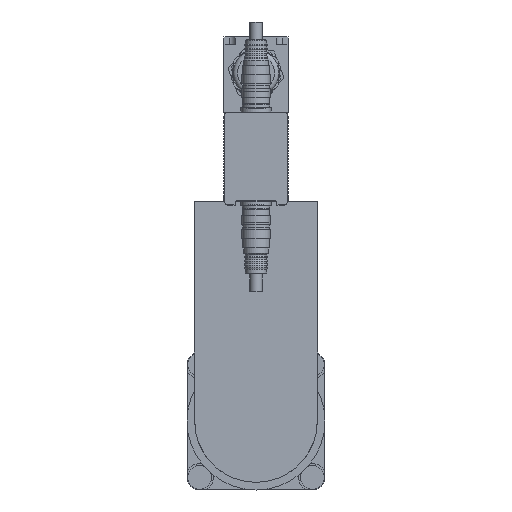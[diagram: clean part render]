
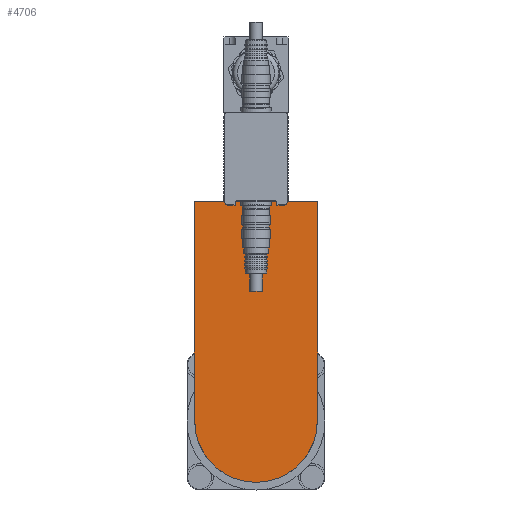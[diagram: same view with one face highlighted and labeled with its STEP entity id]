
A CAD part, left-side view. The second image highlights one B-rep face of the part: STEP entity #4706.
In plain terms, the highlighted face is planar.
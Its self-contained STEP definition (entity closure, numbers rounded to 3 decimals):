
#4501=CARTESIAN_POINT('',(-40.25,-28.25,49.));
#4502=VERTEX_POINT('',#4501);
#4503=CARTESIAN_POINT('',(-40.25,-171.25,49.));
#4504=VERTEX_POINT('',#4503);
#4505=CARTESIAN_POINT('',(-40.25,-28.25,49.));
#4506=DIRECTION('',(0.0,-1.0,0.0));
#4507=VECTOR('',#4506,143.0);
#4508=LINE('',#4505,#4507);
#4509=EDGE_CURVE('',#4502,#4504,#4508,.T.);
#4532=CARTESIAN_POINT('',(-40.249,-171.25,49.));
#4533=VERTEX_POINT('',#4532);
#4534=CARTESIAN_POINT('',(-40.25,-171.25,49.));
#4535=DIRECTION('',(1.0,0.0,0.0));
#4536=VECTOR('',#4535,0.001);
#4537=LINE('',#4534,#4536);
#4538=EDGE_CURVE('',#4504,#4533,#4537,.T.);
#4556=CARTESIAN_POINT('',(-39.999,-171.498,49.));
#4557=VERTEX_POINT('',#4556);
#4558=CARTESIAN_POINT('',(-40.249,-171.5,49.));
#4559=DIRECTION('',(0.0,0.0,-1.0));
#4560=DIRECTION('',(0.0,1.0,0.0));
#4561=AXIS2_PLACEMENT_3D('',#4558,#4559,#4560);
#4562=CIRCLE('',#4561,0.25);
#4563=EDGE_CURVE('',#4533,#4557,#4562,.T.);
#4581=CARTESIAN_POINT('',(39.999,-171.498,49.));
#4582=VERTEX_POINT('',#4581);
#4583=CARTESIAN_POINT('',(0.,-171.25,49.));
#4584=DIRECTION('',(0.,0.,1.));
#4585=DIRECTION('',(-1.,0.006,0.));
#4586=AXIS2_PLACEMENT_3D('',#4583,#4584,#4585);
#4587=CIRCLE('',#4586,40.);
#4588=EDGE_CURVE('',#4557,#4582,#4587,.T.);
#4606=CARTESIAN_POINT('',(40.249,-171.25,49.));
#4607=VERTEX_POINT('',#4606);
#4608=CARTESIAN_POINT('',(40.249,-171.5,49.));
#4609=DIRECTION('',(0.,0.,-1.0));
#4610=DIRECTION('',(-1.,0.006,0.));
#4611=AXIS2_PLACEMENT_3D('',#4608,#4609,#4610);
#4612=CIRCLE('',#4611,0.25);
#4613=EDGE_CURVE('',#4582,#4607,#4612,.T.);
#4631=CARTESIAN_POINT('',(40.25,-171.25,49.));
#4632=VERTEX_POINT('',#4631);
#4633=CARTESIAN_POINT('',(40.249,-171.25,49.));
#4634=DIRECTION('',(1.0,0.0,0.0));
#4635=VECTOR('',#4634,0.001);
#4636=LINE('',#4633,#4635);
#4637=EDGE_CURVE('',#4607,#4632,#4636,.T.);
#4655=CARTESIAN_POINT('',(40.25,-28.25,49.));
#4656=VERTEX_POINT('',#4655);
#4657=CARTESIAN_POINT('',(40.25,-171.25,49.));
#4658=DIRECTION('',(0.0,1.0,0.0));
#4659=VECTOR('',#4658,143.0);
#4660=LINE('',#4657,#4659);
#4661=EDGE_CURVE('',#4632,#4656,#4660,.T.);
#4679=CARTESIAN_POINT('',(40.25,-28.25,49.));
#4680=DIRECTION('',(-1.0,0.0,0.0));
#4681=VECTOR('',#4680,80.5);
#4682=LINE('',#4679,#4681);
#4683=EDGE_CURVE('',#4656,#4502,#4682,.T.);
#4691=CARTESIAN_POINT('',(0.,-112.214,49.));
#4692=DIRECTION('',(0.0,0.0,1.0));
#4693=DIRECTION('',(1.0,0.0,0.0));
#4694=AXIS2_PLACEMENT_3D('',#4691,#4692,#4693);
#4695=PLANE('',#4694);
#4696=ORIENTED_EDGE('',*,*,#4509,.F.);
#4697=ORIENTED_EDGE('',*,*,#4683,.F.);
#4698=ORIENTED_EDGE('',*,*,#4661,.F.);
#4699=ORIENTED_EDGE('',*,*,#4637,.F.);
#4700=ORIENTED_EDGE('',*,*,#4613,.F.);
#4701=ORIENTED_EDGE('',*,*,#4588,.F.);
#4702=ORIENTED_EDGE('',*,*,#4563,.F.);
#4703=ORIENTED_EDGE('',*,*,#4538,.F.);
#4704=EDGE_LOOP('',(#4696,#4697,#4698,#4699,#4700,#4701,#4702,#4703));
#4705=FACE_OUTER_BOUND('',#4704,.T.);
#4706=ADVANCED_FACE('',(#4705),#4695,.F.);
